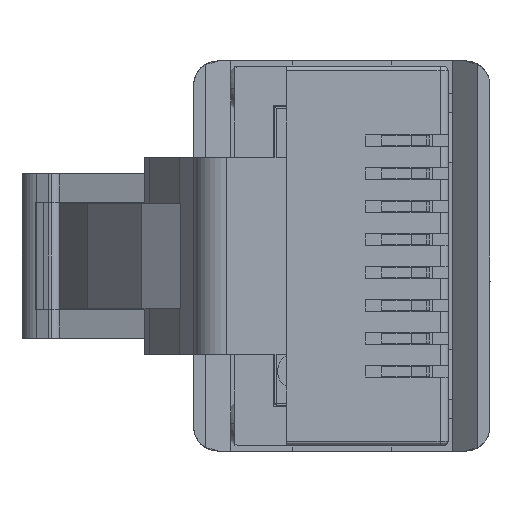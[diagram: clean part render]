
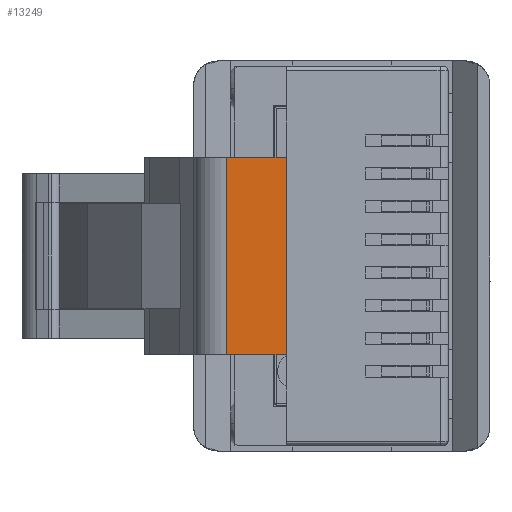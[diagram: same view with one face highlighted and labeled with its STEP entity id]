
A CAD part, left-side view. The second image highlights one B-rep face of the part: STEP entity #13249.
In plain terms, the highlighted face is planar.
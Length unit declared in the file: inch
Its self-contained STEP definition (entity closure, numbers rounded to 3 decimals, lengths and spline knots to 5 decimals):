
#6 = VECTOR ( 'NONE', #64, 39.37008 ) ;
#64 = DIRECTION ( 'NONE',  ( 0., 0., -1. ) ) ;
#262 = ORIENTED_EDGE ( 'NONE', *, *, #9566, .F. ) ;
#1678 = CARTESIAN_POINT ( 'NONE',  ( 0.29094, 0.06693, -0.12008 ) ) ;
#5825 = VERTEX_POINT ( 'NONE', #7606 ) ;
#6145 = CARTESIAN_POINT ( 'NONE',  ( 0.29094, 0.13976, 0.12008 ) ) ;
#7000 = VERTEX_POINT ( 'NONE', #7442 ) ;
#7442 = CARTESIAN_POINT ( 'NONE',  ( 0.29094, 0.06693, 0.12008 ) ) ;
#7606 = CARTESIAN_POINT ( 'NONE',  ( 0.29094, 0.13976, -0.12008 ) ) ;
#7634 = LINE ( 'NONE', #1678, #12220 ) ;
#8171 = CARTESIAN_POINT ( 'NONE',  ( 0.29094, 0.06693, 0.06398 ) ) ;
#8727 = EDGE_CURVE ( 'NONE', #7000, #11725, #14364, .T. ) ;
#9111 = CARTESIAN_POINT ( 'NONE',  ( 0.29094, 0.13976, 0.06398 ) ) ;
#9566 = EDGE_CURVE ( 'NONE', #7000, #20747, #22573, .T. ) ;
#9605 = ORIENTED_EDGE ( 'NONE', *, *, #8727, .T. ) ;
#10032 = CARTESIAN_POINT ( 'NONE',  ( 0.29094, 0.06693, -0.12008 ) ) ;
#11725 = VERTEX_POINT ( 'NONE', #10032 ) ;
#11862 = EDGE_LOOP ( 'NONE', ( #9605, #22803, #19666, #262 ) ) ;
#12220 = VECTOR ( 'NONE', #14152, 39.37008 ) ;
#13249 = ADVANCED_FACE ( 'NONE', ( #19969 ), #14887, .F. ) ;
#14152 = DIRECTION ( 'NONE',  ( 0., 1., 0. ) ) ;
#14364 = LINE ( 'NONE', #8171, #6 ) ;
#14887 = PLANE ( 'NONE',  #22608 ) ;
#15924 = EDGE_CURVE ( 'NONE', #20747, #5825, #24775, .T. ) ;
#16231 = CARTESIAN_POINT ( 'NONE',  ( 0.29094, 0.13976, 0.06398 ) ) ;
#16781 = EDGE_CURVE ( 'NONE', #11725, #5825, #7634, .T. ) ;
#17541 = DIRECTION ( 'NONE',  ( 0., 1., 0. ) ) ;
#19666 = ORIENTED_EDGE ( 'NONE', *, *, #15924, .F. ) ;
#19969 = FACE_OUTER_BOUND ( 'NONE', #11862, .T. ) ;
#20747 = VERTEX_POINT ( 'NONE', #6145 ) ;
#21688 = VECTOR ( 'NONE', #17541, 39.37008 ) ;
#22157 = DIRECTION ( 'NONE',  ( 0., 0., -1. ) ) ;
#22573 = LINE ( 'NONE', #23304, #21688 ) ;
#22608 = AXIS2_PLACEMENT_3D ( 'NONE', #9111, #24970, #22762 ) ;
#22762 = DIRECTION ( 'NONE',  ( 0., 0., 1. ) ) ;
#22803 = ORIENTED_EDGE ( 'NONE', *, *, #16781, .T. ) ;
#23304 = CARTESIAN_POINT ( 'NONE',  ( 0.29094, 0.06693, 0.12008 ) ) ;
#24176 = VECTOR ( 'NONE', #22157, 39.37008 ) ;
#24775 = LINE ( 'NONE', #16231, #24176 ) ;
#24970 = DIRECTION ( 'NONE',  ( -1., 0., 0. ) ) ;
